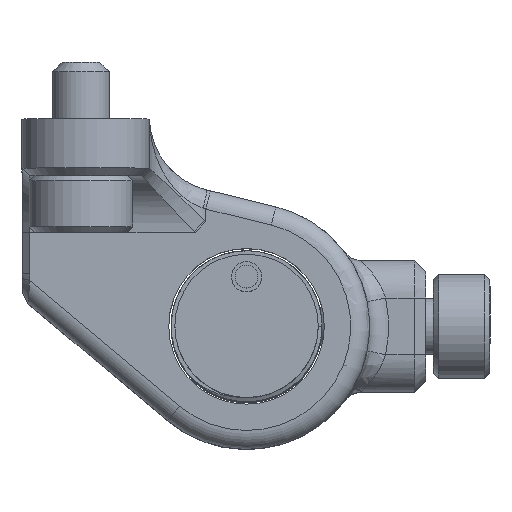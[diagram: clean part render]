
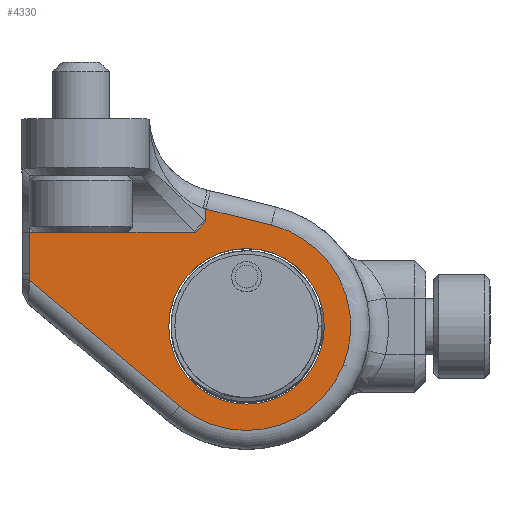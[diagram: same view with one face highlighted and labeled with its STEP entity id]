
A CAD part, top view. The second image highlights one B-rep face of the part: STEP entity #4330.
In plain terms, the highlighted face is planar.
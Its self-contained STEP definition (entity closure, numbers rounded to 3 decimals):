
#255=FACE_BOUND('',#667,.T.);
#296=PLANE('',#4664);
#398=FACE_OUTER_BOUND('',#666,.T.);
#666=EDGE_LOOP('',(#3147,#3148,#3149,#3150,#3151,#3152,#3153,#3154));
#667=EDGE_LOOP('',(#3155));
#902=CIRCLE('',#4665,5.525);
#903=CIRCLE('',#4666,4.125);
#1112=B_SPLINE_CURVE_WITH_KNOTS('',3,(#10562,#10563,#10564,#10565),
 .UNSPECIFIED.,.F.,.F.,(4,4),(1.317,1.571),
 .UNSPECIFIED.);
#1345=LINE('',#10279,#1533);
#1357=LINE('',#10458,#1545);
#1380=LINE('',#10686,#1568);
#1383=LINE('',#10829,#1571);
#1384=LINE('',#10832,#1572);
#1385=LINE('',#10835,#1573);
#1533=VECTOR('',#5150,10.);
#1545=VECTOR('',#5180,10.);
#1568=VECTOR('',#5231,10.);
#1571=VECTOR('',#5244,10.);
#1572=VECTOR('',#5247,10.);
#1573=VECTOR('',#5250,10.);
#1761=VERTEX_POINT('',#10277);
#1762=VERTEX_POINT('',#10278);
#1774=VERTEX_POINT('',#10449);
#1776=VERTEX_POINT('',#10456);
#1777=VERTEX_POINT('',#10483);
#1801=VERTEX_POINT('',#10685);
#1806=VERTEX_POINT('',#10831);
#1807=VERTEX_POINT('',#10833);
#1808=VERTEX_POINT('',#10836);
#2239=EDGE_CURVE('',#1761,#1762,#1345,.T.);
#2260=EDGE_CURVE('',#1776,#1774,#1357,.T.);
#2271=EDGE_CURVE('',#1777,#1776,#1112,.T.);
#2299=EDGE_CURVE('',#1762,#1801,#1380,.T.);
#2307=EDGE_CURVE('',#1774,#1761,#1383,.T.);
#2308=EDGE_CURVE('',#1806,#1777,#1384,.T.);
#2309=EDGE_CURVE('',#1807,#1806,#902,.T.);
#2310=EDGE_CURVE('',#1801,#1807,#1385,.T.);
#2311=EDGE_CURVE('',#1808,#1808,#903,.T.);
#3147=ORIENTED_EDGE('',*,*,#2260,.F.);
#3148=ORIENTED_EDGE('',*,*,#2271,.F.);
#3149=ORIENTED_EDGE('',*,*,#2308,.F.);
#3150=ORIENTED_EDGE('',*,*,#2309,.F.);
#3151=ORIENTED_EDGE('',*,*,#2310,.F.);
#3152=ORIENTED_EDGE('',*,*,#2299,.F.);
#3153=ORIENTED_EDGE('',*,*,#2239,.F.);
#3154=ORIENTED_EDGE('',*,*,#2307,.F.);
#3155=ORIENTED_EDGE('',*,*,#2311,.F.);
#4330=ADVANCED_FACE('',(#398,#255),#296,.T.);
#4664=AXIS2_PLACEMENT_3D('',#10830,#5245,#5246);
#4665=AXIS2_PLACEMENT_3D('',#10834,#5248,#5249);
#4666=AXIS2_PLACEMENT_3D('',#10837,#5251,#5252);
#5150=DIRECTION('',(0.,0.707,0.707));
#5180=DIRECTION('',(0.,1.,0.));
#5231=DIRECTION('',(0.,1.,0.));
#5244=DIRECTION('',(0.,0.,1.));
#5245=DIRECTION('center_axis',(-1.,0.,0.));
#5246=DIRECTION('ref_axis',(0.,0.,1.));
#5247=DIRECTION('',(0.,0.643,-0.766));
#5248=DIRECTION('center_axis',(1.,0.,0.));
#5249=DIRECTION('ref_axis',(0.,-0.452,0.892));
#5250=DIRECTION('',(0.,-0.238,0.971));
#5251=DIRECTION('center_axis',(-1.,0.,0.));
#5252=DIRECTION('ref_axis',(0.,0.,1.));
#10277=CARTESIAN_POINT('',(-17.5,8.132,45.185));
#10278=CARTESIAN_POINT('',(-17.5,8.697,45.75));
#10279=CARTESIAN_POINT('',(-17.5,8.415,45.467));
#10449=CARTESIAN_POINT('',(-17.5,8.132,36.4));
#10456=CARTESIAN_POINT('',(-17.5,5.93,36.4));
#10458=CARTESIAN_POINT('',(-17.5,9.006,36.4));
#10483=CARTESIAN_POINT('',(-17.5,5.595,36.399));
#10562=CARTESIAN_POINT('Ctrl Pts',(-17.5,5.595,36.399));
#10563=CARTESIAN_POINT('Ctrl Pts',(-17.5,5.709,36.4));
#10564=CARTESIAN_POINT('Ctrl Pts',(-17.5,5.819,36.4));
#10565=CARTESIAN_POINT('Ctrl Pts',(-17.5,5.93,36.4));
#10685=CARTESIAN_POINT('',(-17.5,9.369,45.75));
#10686=CARTESIAN_POINT('',(-17.5,9.006,45.75));
#10829=CARTESIAN_POINT('',(-17.5,8.132,42.295));
#10830=CARTESIAN_POINT('Origin',(-17.5,3.88,45.214));
#10831=CARTESIAN_POINT('',(-17.5,-1.079,44.352));
#10832=CARTESIAN_POINT('',(-17.5,-0.267,43.384));
#10833=CARTESIAN_POINT('',(-17.5,8.52,49.217));
#10834=CARTESIAN_POINT('Origin',(-17.5,3.154,47.904));
#10835=CARTESIAN_POINT('',(-17.5,9.671,44.512));
#10836=CARTESIAN_POINT('',(-17.5,3.154,43.779));
#10837=CARTESIAN_POINT('Origin',(-17.5,3.154,47.904));
